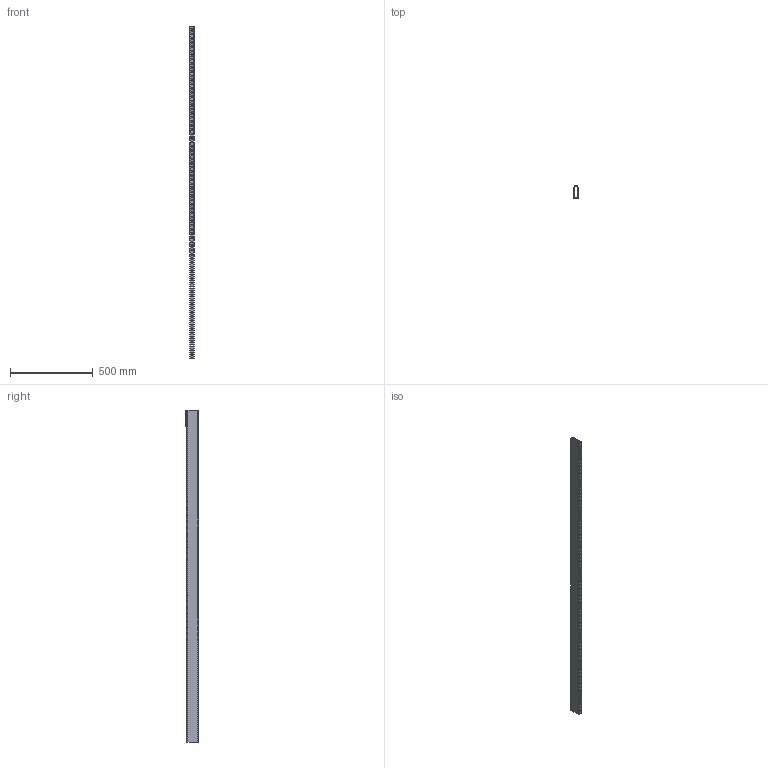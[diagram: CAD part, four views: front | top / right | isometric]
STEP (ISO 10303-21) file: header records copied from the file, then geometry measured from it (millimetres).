
FILE_DESCRIPTION (( 'STEP AP203' ), '1' );
FILE_NAME ('03-1709.STEP', '2021-04-21T13:13:26', ( '' ), ( '' ), 'SwSTEP 2.0', 'SolidWorks 2016', '' );
FILE_SCHEMA (( 'CONFIG_CONTROL_DESIGN' ));
Length unit declared in the file: millimetre
Products named in the file (3): 03-0997_S; 03-0498_Lg 100; 03-1709
Assembly tree (2 placements, depth 2):
  03-1709
    03-0997_S
    03-0498_Lg 100
Bounding box: 25 x 73 x 2000 mm (x, y, z)
Volume: 662829 mm3; surface area: 684316 mm2
Topology: 2 solids, 2 shells, 551 faces, 1878 edges, 1252 vertices
Faces by surface type: plane 365, cylinder 186
Entity records: 21065 total; most frequent: CARTESIAN_POINT 4646, ORIENTED_EDGE 3756, DIRECTION 3202, EDGE_CURVE 1878, VERTEX_POINT 1252, AXIS2_PLACEMENT_3D 1088, LINE 1026, VECTOR 1026
